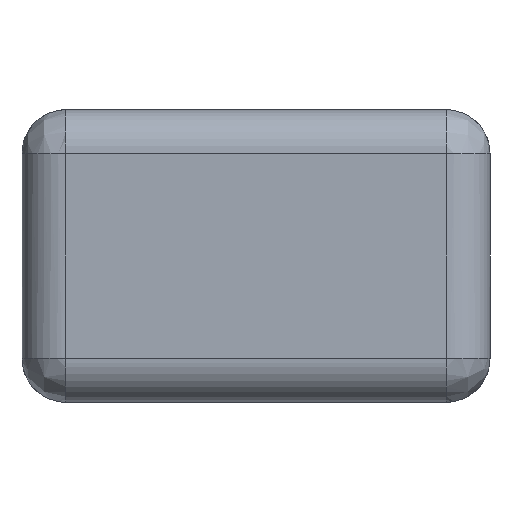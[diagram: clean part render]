
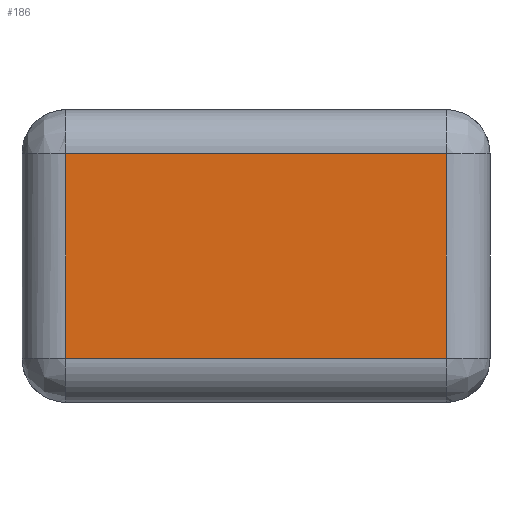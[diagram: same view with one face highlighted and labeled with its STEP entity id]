
A CAD part, left-side view. The second image highlights one B-rep face of the part: STEP entity #186.
In plain terms, the highlighted planar face has unit normal (-1, 0, 0).
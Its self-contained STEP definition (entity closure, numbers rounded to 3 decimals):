
#33 = VERTEX_POINT('',#34);
#34 = CARTESIAN_POINT('',(-1.6,0.65,0.85));
#53 = VERTEX_POINT('',#54);
#54 = CARTESIAN_POINT('',(-1.6,0.65,0.15));
#63 = EDGE_CURVE('',#53,#33,#64,.T.);
#64 = B_SPLINE_CURVE_WITH_KNOTS('',1,(#65,#66),.UNSPECIFIED.,.F.,.F.,(2,
    2),(-1.,0.),.PIECEWISE_BEZIER_KNOTS.);
#65 = CARTESIAN_POINT('',(-1.6,0.65,0.15));
#66 = CARTESIAN_POINT('',(-1.6,0.65,0.85));
#186 = ADVANCED_FACE('',(#187),#209,.T.);
#187 = FACE_BOUND('',#188,.T.);
#188 = EDGE_LOOP('',(#189,#196,#197,#204));
#189 = ORIENTED_EDGE('',*,*,#190,.F.);
#190 = EDGE_CURVE('',#33,#191,#193,.T.);
#191 = VERTEX_POINT('',#192);
#192 = CARTESIAN_POINT('',(-1.6,-0.65,0.85));
#193 = B_SPLINE_CURVE_WITH_KNOTS('',1,(#194,#195),.UNSPECIFIED.,.F.,.F.,
  (2,2),(-1.,0.),.PIECEWISE_BEZIER_KNOTS.);
#194 = CARTESIAN_POINT('',(-1.6,0.65,0.85));
#195 = CARTESIAN_POINT('',(-1.6,-0.65,0.85));
#196 = ORIENTED_EDGE('',*,*,#63,.F.);
#197 = ORIENTED_EDGE('',*,*,#198,.F.);
#198 = EDGE_CURVE('',#199,#53,#201,.T.);
#199 = VERTEX_POINT('',#200);
#200 = CARTESIAN_POINT('',(-1.6,-0.65,0.15));
#201 = B_SPLINE_CURVE_WITH_KNOTS('',1,(#202,#203),.UNSPECIFIED.,.F.,.F.,
  (2,2),(-1.,0.),.PIECEWISE_BEZIER_KNOTS.);
#202 = CARTESIAN_POINT('',(-1.6,-0.65,0.15));
#203 = CARTESIAN_POINT('',(-1.6,0.65,0.15));
#204 = ORIENTED_EDGE('',*,*,#205,.F.);
#205 = EDGE_CURVE('',#191,#199,#206,.T.);
#206 = B_SPLINE_CURVE_WITH_KNOTS('',1,(#207,#208),.UNSPECIFIED.,.F.,.F.,
  (2,2),(-1.,0.),.PIECEWISE_BEZIER_KNOTS.);
#207 = CARTESIAN_POINT('',(-1.6,-0.65,0.85));
#208 = CARTESIAN_POINT('',(-1.6,-0.65,0.15));
#209 = PLANE('',#210);
#210 = AXIS2_PLACEMENT_3D('',#211,#212,#213);
#211 = CARTESIAN_POINT('',(-1.6,-0.65,0.15));
#212 = DIRECTION('',(-1.,0.,0.));
#213 = DIRECTION('',(0.,0.,-1.));
